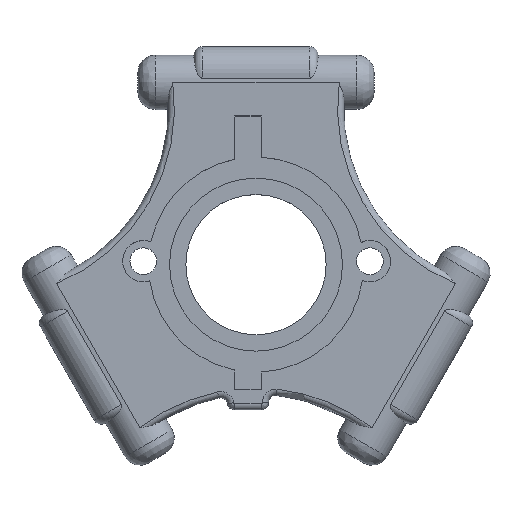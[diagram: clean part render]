
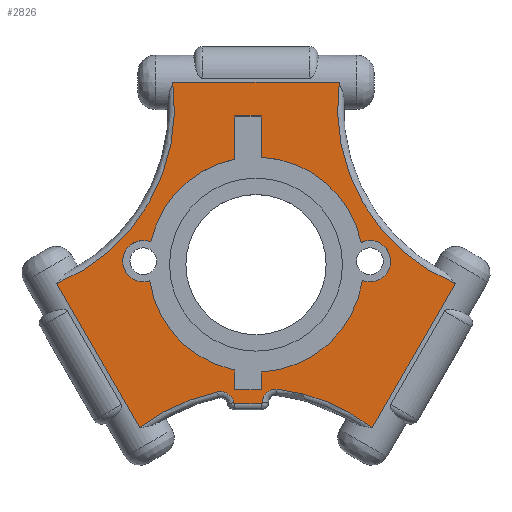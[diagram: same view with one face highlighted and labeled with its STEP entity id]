
A CAD part, top view. The second image highlights one B-rep face of the part: STEP entity #2826.
In plain terms, the highlighted planar face has unit normal (0, 0, 1).
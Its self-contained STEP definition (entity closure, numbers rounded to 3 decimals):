
#161=FACE_BOUND('',#360,.T.);
#190=FACE_OUTER_BOUND('',#359,.T.);
#359=EDGE_LOOP('',(#2114,#2115,#2116,#2117,#2118,#2119,#2120,#2121,#2122,
#2123,#2124,#2125,#2126));
#360=EDGE_LOOP('',(#2127,#2128,#2129,#2130,#2131,#2132,#2133,#2134,#2135,
#2136,#2137,#2138));
#625=CIRCLE('',#3116,24.302);
#626=CIRCLE('',#3117,24.302);
#627=CIRCLE('',#3118,1.704);
#628=CIRCLE('',#3119,0.129);
#629=CIRCLE('',#3120,0.129);
#630=CIRCLE('',#3121,1.704);
#631=CIRCLE('',#3122,24.302);
#632=CIRCLE('',#3123,24.302);
#633=CIRCLE('',#3124,2.654);
#634=CIRCLE('',#3125,13.767);
#635=CIRCLE('',#3126,13.767);
#636=CIRCLE('',#3127,2.654);
#637=CIRCLE('',#3128,13.767);
#638=CIRCLE('',#3129,13.767);
#767=LINE('',#4511,#960);
#773=LINE('',#4674,#966);
#785=LINE('',#4908,#978);
#808=LINE('',#5099,#1001);
#809=LINE('',#5103,#1002);
#810=LINE('',#5114,#1003);
#811=LINE('',#5116,#1004);
#812=LINE('',#5118,#1005);
#813=LINE('',#5126,#1006);
#814=LINE('',#5128,#1007);
#815=LINE('',#5130,#1008);
#960=VECTOR('',#3497,21.321);
#966=VECTOR('',#3519,21.321);
#978=VECTOR('',#3613,21.321);
#1001=VECTOR('',#3712,3.424);
#1002=VECTOR('',#3715,0.007);
#1003=VECTOR('',#3726,5.536);
#1004=VECTOR('',#3727,3.417);
#1005=VECTOR('',#3728,5.277);
#1006=VECTOR('',#3735,2.249);
#1007=VECTOR('',#3736,3.417);
#1008=VECTOR('',#3737,2.509);
#1208=VERTEX_POINT('',#4499);
#1209=VERTEX_POINT('',#4510);
#1225=VERTEX_POINT('',#4662);
#1226=VERTEX_POINT('',#4673);
#1260=VERTEX_POINT('',#4896);
#1261=VERTEX_POINT('',#4907);
#1304=VERTEX_POINT('',#5092);
#1305=VERTEX_POINT('',#5094);
#1306=VERTEX_POINT('',#5096);
#1307=VERTEX_POINT('',#5098);
#1308=VERTEX_POINT('',#5100);
#1309=VERTEX_POINT('',#5102);
#1310=VERTEX_POINT('',#5104);
#1311=VERTEX_POINT('',#5108);
#1312=VERTEX_POINT('',#5109);
#1313=VERTEX_POINT('',#5111);
#1314=VERTEX_POINT('',#5113);
#1315=VERTEX_POINT('',#5115);
#1316=VERTEX_POINT('',#5117);
#1317=VERTEX_POINT('',#5119);
#1318=VERTEX_POINT('',#5121);
#1319=VERTEX_POINT('',#5123);
#1320=VERTEX_POINT('',#5125);
#1321=VERTEX_POINT('',#5127);
#1322=VERTEX_POINT('',#5129);
#1505=EDGE_CURVE('',#1209,#1208,#767,.T.);
#1526=EDGE_CURVE('',#1225,#1226,#773,.T.);
#1579=EDGE_CURVE('',#1260,#1261,#785,.T.);
#1632=EDGE_CURVE('',#1260,#1209,#625,.F.);
#1633=EDGE_CURVE('',#1208,#1304,#626,.F.);
#1634=EDGE_CURVE('',#1304,#1305,#627,.F.);
#1635=EDGE_CURVE('',#1305,#1306,#628,.T.);
#1636=EDGE_CURVE('',#1306,#1307,#808,.T.);
#1637=EDGE_CURVE('',#1307,#1308,#629,.T.);
#1638=EDGE_CURVE('',#1308,#1309,#809,.T.);
#1639=EDGE_CURVE('',#1309,#1310,#630,.F.);
#1640=EDGE_CURVE('',#1310,#1226,#631,.F.);
#1641=EDGE_CURVE('',#1225,#1261,#632,.F.);
#1642=EDGE_CURVE('',#1311,#1312,#633,.T.);
#1643=EDGE_CURVE('',#1313,#1311,#634,.T.);
#1644=EDGE_CURVE('',#1314,#1313,#810,.T.);
#1645=EDGE_CURVE('',#1314,#1315,#811,.T.);
#1646=EDGE_CURVE('',#1315,#1316,#812,.T.);
#1647=EDGE_CURVE('',#1317,#1316,#635,.T.);
#1648=EDGE_CURVE('',#1317,#1318,#636,.F.);
#1649=EDGE_CURVE('',#1319,#1318,#637,.T.);
#1650=EDGE_CURVE('',#1319,#1320,#813,.T.);
#1651=EDGE_CURVE('',#1320,#1321,#814,.T.);
#1652=EDGE_CURVE('',#1321,#1322,#815,.T.);
#1653=EDGE_CURVE('',#1312,#1322,#638,.T.);
#2114=ORIENTED_EDGE('',*,*,#1579,.F.);
#2115=ORIENTED_EDGE('',*,*,#1632,.T.);
#2116=ORIENTED_EDGE('',*,*,#1505,.T.);
#2117=ORIENTED_EDGE('',*,*,#1633,.T.);
#2118=ORIENTED_EDGE('',*,*,#1634,.T.);
#2119=ORIENTED_EDGE('',*,*,#1635,.T.);
#2120=ORIENTED_EDGE('',*,*,#1636,.T.);
#2121=ORIENTED_EDGE('',*,*,#1637,.T.);
#2122=ORIENTED_EDGE('',*,*,#1638,.T.);
#2123=ORIENTED_EDGE('',*,*,#1639,.T.);
#2124=ORIENTED_EDGE('',*,*,#1640,.T.);
#2125=ORIENTED_EDGE('',*,*,#1526,.F.);
#2126=ORIENTED_EDGE('',*,*,#1641,.T.);
#2127=ORIENTED_EDGE('',*,*,#1642,.F.);
#2128=ORIENTED_EDGE('',*,*,#1643,.F.);
#2129=ORIENTED_EDGE('',*,*,#1644,.F.);
#2130=ORIENTED_EDGE('',*,*,#1645,.T.);
#2131=ORIENTED_EDGE('',*,*,#1646,.T.);
#2132=ORIENTED_EDGE('',*,*,#1647,.F.);
#2133=ORIENTED_EDGE('',*,*,#1648,.T.);
#2134=ORIENTED_EDGE('',*,*,#1649,.F.);
#2135=ORIENTED_EDGE('',*,*,#1650,.T.);
#2136=ORIENTED_EDGE('',*,*,#1651,.T.);
#2137=ORIENTED_EDGE('',*,*,#1652,.T.);
#2138=ORIENTED_EDGE('',*,*,#1653,.F.);
#2764=PLANE('',#3115);
#2826=ADVANCED_FACE('',(#190,#161),#2764,.T.);
#3115=AXIS2_PLACEMENT_3D('',#5090,#3702,#3703);
#3116=AXIS2_PLACEMENT_3D('',#5091,#3704,#3705);
#3117=AXIS2_PLACEMENT_3D('',#5093,#3706,#3707);
#3118=AXIS2_PLACEMENT_3D('',#5095,#3708,#3709);
#3119=AXIS2_PLACEMENT_3D('',#5097,#3710,#3711);
#3120=AXIS2_PLACEMENT_3D('',#5101,#3713,#3714);
#3121=AXIS2_PLACEMENT_3D('',#5105,#3716,#3717);
#3122=AXIS2_PLACEMENT_3D('',#5106,#3718,#3719);
#3123=AXIS2_PLACEMENT_3D('',#5107,#3720,#3721);
#3124=AXIS2_PLACEMENT_3D('',#5110,#3722,#3723);
#3125=AXIS2_PLACEMENT_3D('',#5112,#3724,#3725);
#3126=AXIS2_PLACEMENT_3D('',#5120,#3729,#3730);
#3127=AXIS2_PLACEMENT_3D('',#5122,#3731,#3732);
#3128=AXIS2_PLACEMENT_3D('',#5124,#3733,#3734);
#3129=AXIS2_PLACEMENT_3D('',#5131,#3738,#3739);
#3497=DIRECTION('',(0.5,-0.866,0.));
#3519=DIRECTION('',(-0.5,-0.866,0.));
#3613=DIRECTION('',(1.,0.,0.));
#3702=DIRECTION('center_axis',(0.,0.,1.));
#3703=DIRECTION('ref_axis',(1.,0.,0.));
#3704=DIRECTION('center_axis',(0.,0.,1.));
#3705=DIRECTION('ref_axis',(1.,0.,0.));
#3706=DIRECTION('center_axis',(0.,0.,1.));
#3707=DIRECTION('ref_axis',(1.,0.,0.));
#3708=DIRECTION('center_axis',(0.,0.,1.));
#3709=DIRECTION('ref_axis',(1.,0.,0.));
#3710=DIRECTION('center_axis',(0.,0.,1.));
#3711=DIRECTION('ref_axis',(1.,0.,0.));
#3712=DIRECTION('',(1.,0.,0.));
#3713=DIRECTION('center_axis',(0.,0.,1.));
#3714=DIRECTION('ref_axis',(1.,0.,0.));
#3715=DIRECTION('',(0.,1.,0.));
#3716=DIRECTION('center_axis',(0.,0.,1.));
#3717=DIRECTION('ref_axis',(1.,0.,0.));
#3718=DIRECTION('center_axis',(0.,0.,1.));
#3719=DIRECTION('ref_axis',(1.,0.,0.));
#3720=DIRECTION('center_axis',(0.,0.,1.));
#3721=DIRECTION('ref_axis',(1.,0.,0.));
#3722=DIRECTION('center_axis',(0.,0.,1.));
#3723=DIRECTION('ref_axis',(1.,0.,0.));
#3724=DIRECTION('center_axis',(0.,0.,1.));
#3725=DIRECTION('ref_axis',(1.,0.,0.));
#3726=DIRECTION('',(0.,-1.,0.));
#3727=DIRECTION('',(1.,0.,0.));
#3728=DIRECTION('',(0.,-1.,0.));
#3729=DIRECTION('center_axis',(0.,0.,1.));
#3730=DIRECTION('ref_axis',(1.,0.,0.));
#3731=DIRECTION('center_axis',(0.,0.,1.));
#3732=DIRECTION('ref_axis',(1.,0.,0.));
#3733=DIRECTION('center_axis',(0.,0.,1.));
#3734=DIRECTION('ref_axis',(1.,0.,0.));
#3735=DIRECTION('',(0.,-1.,0.));
#3736=DIRECTION('',(-1.,0.,0.));
#3737=DIRECTION('',(0.,1.,0.));
#3738=DIRECTION('center_axis',(0.,0.,1.));
#3739=DIRECTION('ref_axis',(1.,0.,0.));
#4499=CARTESIAN_POINT('',(-14.885,-20.904,6.96));
#4510=CARTESIAN_POINT('',(-25.546,-2.439,6.96));
#4511=CARTESIAN_POINT('',(-25.546,-2.439,6.96));
#4662=CARTESIAN_POINT('',(25.546,-2.439,6.96));
#4673=CARTESIAN_POINT('',(14.885,-20.904,6.96));
#4674=CARTESIAN_POINT('',(25.546,-2.439,6.96));
#4896=CARTESIAN_POINT('',(-10.66,23.343,6.96));
#4907=CARTESIAN_POINT('',(10.66,23.343,6.96));
#4908=CARTESIAN_POINT('',(-10.66,23.343,6.96));
#5090=CARTESIAN_POINT('Origin',(0.,0.,6.96));
#5091=CARTESIAN_POINT('Origin',(-34.739,20.057,6.96));
#5092=CARTESIAN_POINT('',(-4.896,-16.31,6.96));
#5093=CARTESIAN_POINT('Origin',(0.,-40.114,
6.96));
#5094=CARTESIAN_POINT('',(-2.874,-17.686,6.96));
#5095=CARTESIAN_POINT('Origin',(-4.553,-17.979,6.96));
#5096=CARTESIAN_POINT('',(-2.747,-17.793,6.96));
#5097=CARTESIAN_POINT('Origin',(-2.747,-17.663,6.96));
#5098=CARTESIAN_POINT('',(0.677,-17.793,6.96));
#5099=CARTESIAN_POINT('',(-2.747,-17.793,6.96));
#5100=CARTESIAN_POINT('',(0.807,-17.663,6.96));
#5101=CARTESIAN_POINT('Origin',(0.677,-17.663,6.96));
#5102=CARTESIAN_POINT('',(0.807,-17.656,6.96));
#5103=CARTESIAN_POINT('',(0.807,-17.663,6.96));
#5104=CARTESIAN_POINT('',(2.701,-15.962,6.96));
#5105=CARTESIAN_POINT('Origin',(2.511,-17.656,6.96));
#5106=CARTESIAN_POINT('Origin',(0.,-40.114,
6.96));
#5107=CARTESIAN_POINT('Origin',(34.739,20.057,6.96));
#5108=CARTESIAN_POINT('',(-13.457,2.905,6.96));
#5109=CARTESIAN_POINT('',(-13.607,-2.09,6.96));
#5110=CARTESIAN_POINT('Origin',(-14.427,0.434,6.96));
#5111=CARTESIAN_POINT('',(-2.743,13.491,6.96));
#5112=CARTESIAN_POINT('Origin',(0.,0.,6.96));
#5113=CARTESIAN_POINT('',(-2.743,19.027,6.96));
#5114=CARTESIAN_POINT('',(-2.743,19.027,6.96));
#5115=CARTESIAN_POINT('',(0.674,19.027,6.96));
#5116=CARTESIAN_POINT('',(-2.743,19.027,6.96));
#5117=CARTESIAN_POINT('',(0.674,13.75,6.96));
#5118=CARTESIAN_POINT('',(0.674,19.027,6.96));
#5119=CARTESIAN_POINT('',(13.47,2.845,6.96));
#5120=CARTESIAN_POINT('Origin',(0.,0.,6.96));
#5121=CARTESIAN_POINT('',(13.615,-2.038,6.96));
#5122=CARTESIAN_POINT('Origin',(14.58,0.434,6.96));
#5123=CARTESIAN_POINT('',(0.674,-13.75,6.96));
#5124=CARTESIAN_POINT('Origin',(0.,0.,6.96));
#5125=CARTESIAN_POINT('',(0.674,-15.999,6.96));
#5126=CARTESIAN_POINT('',(0.674,-13.75,6.96));
#5127=CARTESIAN_POINT('',(-2.743,-15.999,6.96));
#5128=CARTESIAN_POINT('',(0.674,-15.999,6.96));
#5129=CARTESIAN_POINT('',(-2.743,-13.491,6.96));
#5130=CARTESIAN_POINT('',(-2.743,-15.999,6.96));
#5131=CARTESIAN_POINT('Origin',(0.,0.,6.96));
